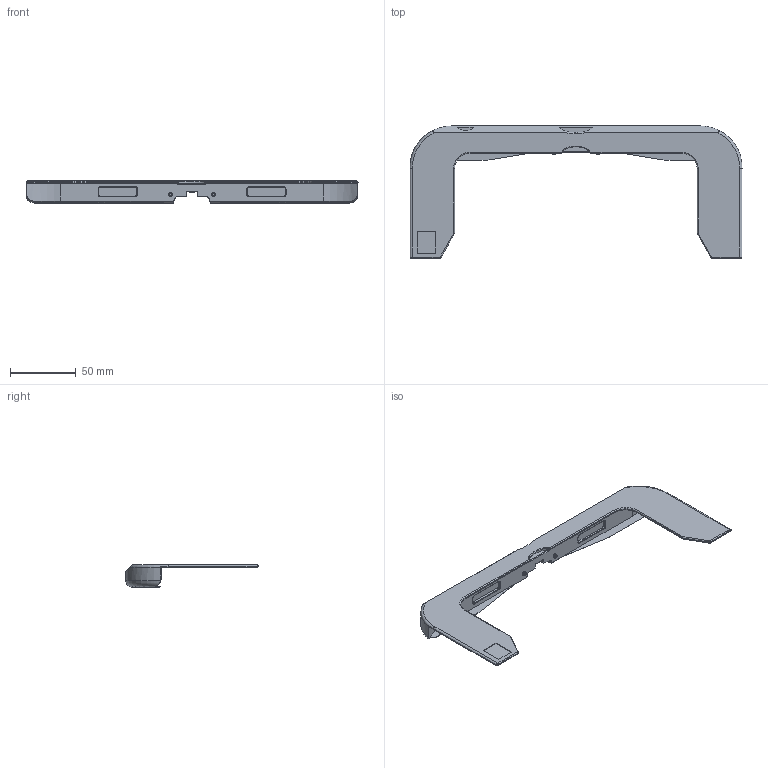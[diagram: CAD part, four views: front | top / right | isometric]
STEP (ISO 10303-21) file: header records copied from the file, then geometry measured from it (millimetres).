
FILE_DESCRIPTION(('HOOPS Exchange Step'),'2;1');
FILE_NAME('temp_export','2025-06-26T00:45:45-04:00',('bobwulff'),('Shapr3D Limited'),'HOOPS Exchange 2024.8','Shapr3D','Authorized');
FILE_SCHEMA( ('AP242_MANAGED_MODEL_BASED_3D_ENGINEERING_MIM_LF {1 0 10303 442 1 1 4}') );
Length unit declared in the file: millimetre
Products named in the file (3): logo; backhinge; root
Assembly tree (2 placements, depth 3):
  root
    backhinge
      logo
Bounding box: 253.29 x 100.75 x 17 mm (x, y, z)
Volume: 82766.4 mm3; surface area: 33866.4 mm2
Topology: 3 solids, 3 shells, 246 faces, 603 edges, 370 vertices
Faces by surface type: plane 121, cylinder 70, cone 16, torus 16, bspline 10, sphere 10, extrusion 3
Full cylindrical faces by diameter (mm): 3 x2, 3.5 x10
Entity records: 7936 total; most frequent: CARTESIAN_POINT 2093, DIRECTION 1216, ORIENTED_EDGE 1186, EDGE_CURVE 593, AXIS2_PLACEMENT_3D 437, VERTEX_POINT 370, VECTOR 342, LINE 339
